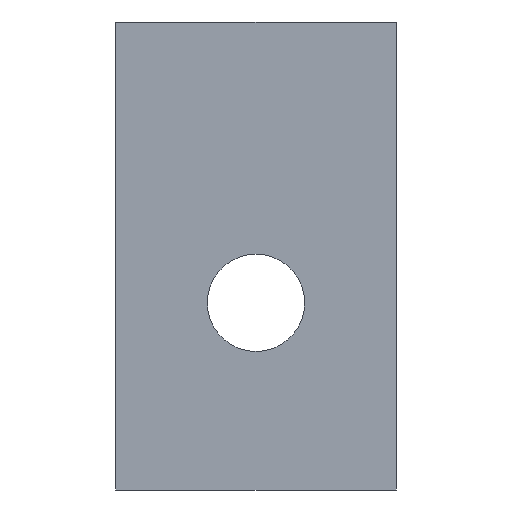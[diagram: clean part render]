
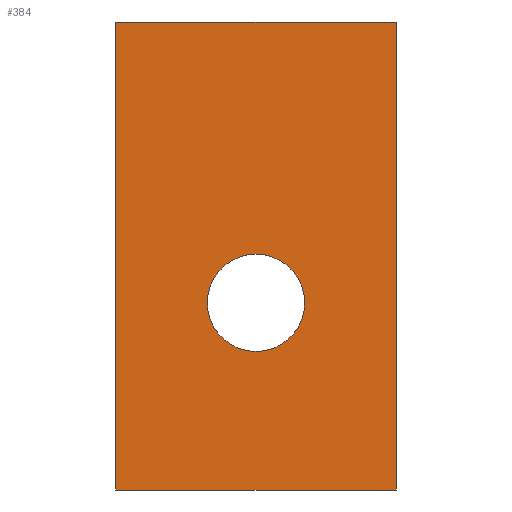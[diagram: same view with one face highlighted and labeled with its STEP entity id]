
A CAD part, front view. The second image highlights one B-rep face of the part: STEP entity #384.
In plain terms, the highlighted planar face has unit normal (0, -1, 0).
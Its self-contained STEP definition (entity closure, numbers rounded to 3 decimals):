
#5 = CIRCLE ( 'NONE', #324, 2.6 ) ;
#37 = CARTESIAN_POINT ( 'NONE',  ( 7.5, 0., -17.6 ) ) ;
#46 = DIRECTION ( 'NONE',  ( 0., 1., 0. ) ) ;
#50 = DIRECTION ( 'NONE',  ( -1., 0., 0. ) ) ;
#57 = DIRECTION ( 'NONE',  ( -1., 0., 0. ) ) ;
#58 = CARTESIAN_POINT ( 'NONE',  ( 7.5, 0., -12.4 ) ) ;
#66 = CARTESIAN_POINT ( 'NONE',  ( 7.5, 0., -15. ) ) ;
#68 = CARTESIAN_POINT ( 'NONE',  ( 15., 0., 0. ) ) ;
#81 = CARTESIAN_POINT ( 'NONE',  ( 15., 0., 0. ) ) ;
#88 = VERTEX_POINT ( 'NONE', #99 ) ;
#90 = VERTEX_POINT ( 'NONE', #167 ) ;
#99 = CARTESIAN_POINT ( 'NONE',  ( 15., 0., -25. ) ) ;
#106 = CARTESIAN_POINT ( 'NONE',  ( 7.5, 0., -15. ) ) ;
#107 = CARTESIAN_POINT ( 'NONE',  ( 15., 0., 0. ) ) ;
#108 = VERTEX_POINT ( 'NONE', #267 ) ;
#117 = DIRECTION ( 'NONE',  ( 0., 1., 0. ) ) ;
#125 = VERTEX_POINT ( 'NONE', #68 ) ;
#128 = PLANE ( 'NONE',  #308 ) ;
#132 = DIRECTION ( 'NONE',  ( 0., 0., 1. ) ) ;
#157 = CARTESIAN_POINT ( 'NONE',  ( 15., 0., -25. ) ) ;
#166 = CARTESIAN_POINT ( 'NONE',  ( 15., 0., 0. ) ) ;
#167 = CARTESIAN_POINT ( 'NONE',  ( 0., 0., -25. ) ) ;
#185 = DIRECTION ( 'NONE',  ( 0., 1., 0. ) ) ;
#202 = CARTESIAN_POINT ( 'NONE',  ( 0., 0., 0. ) ) ;
#212 = DIRECTION ( 'NONE',  ( 0., 0., 1. ) ) ;
#237 = DIRECTION ( 'NONE',  ( 0., 0., 1. ) ) ;
#240 = DIRECTION ( 'NONE',  ( 0., 0., -1. ) ) ;
#246 = VERTEX_POINT ( 'NONE', #58 ) ;
#254 = DIRECTION ( 'NONE',  ( 0., 0., -1. ) ) ;
#265 = VERTEX_POINT ( 'NONE', #37 ) ;
#267 = CARTESIAN_POINT ( 'NONE',  ( 0., 0., 0. ) ) ;
#287 = EDGE_CURVE ( 'NONE', #246, #265, #626, .T. ) ;
#297 = EDGE_CURVE ( 'NONE', #125, #88, #633, .T. ) ;
#308 = AXIS2_PLACEMENT_3D ( 'NONE', #107, #185, #237 ) ;
#315 = EDGE_CURVE ( 'NONE', #265, #246, #5, .T. ) ;
#324 = AXIS2_PLACEMENT_3D ( 'NONE', #66, #117, #212 ) ;
#337 = AXIS2_PLACEMENT_3D ( 'NONE', #106, #46, #132 ) ;
#345 = EDGE_CURVE ( 'NONE', #88, #90, #575, .T. ) ;
#348 = EDGE_CURVE ( 'NONE', #108, #90, #638, .T. ) ;
#365 = EDGE_CURVE ( 'NONE', #125, #108, #420, .T. ) ;
#384 = ADVANCED_FACE ( 'NONE', ( #537, #538 ), #128, .F. ) ;
#420 = LINE ( 'NONE', #81, #421 ) ;
#421 = VECTOR ( 'NONE', #50, 1000. ) ;
#444 = EDGE_LOOP ( 'NONE', ( #526, #525, #571, #523 ) ) ;
#483 = EDGE_LOOP ( 'NONE', ( #580, #524 ) ) ;
#502 = VECTOR ( 'NONE', #254, 1000. ) ;
#523 = ORIENTED_EDGE ( 'NONE', *, *, #365, .T. ) ;
#524 = ORIENTED_EDGE ( 'NONE', *, *, #315, .T. ) ;
#525 = ORIENTED_EDGE ( 'NONE', *, *, #345, .F. ) ;
#526 = ORIENTED_EDGE ( 'NONE', *, *, #348, .T. ) ;
#537 = FACE_BOUND ( 'NONE', #483, .T. ) ;
#538 = FACE_OUTER_BOUND ( 'NONE', #444, .T. ) ;
#571 = ORIENTED_EDGE ( 'NONE', *, *, #297, .F. ) ;
#574 = VECTOR ( 'NONE', #57, 1000. ) ;
#575 = LINE ( 'NONE', #157, #574 ) ;
#580 = ORIENTED_EDGE ( 'NONE', *, *, #287, .T. ) ;
#626 = CIRCLE ( 'NONE', #337, 2.6 ) ;
#630 = VECTOR ( 'NONE', #240, 1000. ) ;
#633 = LINE ( 'NONE', #166, #630 ) ;
#638 = LINE ( 'NONE', #202, #502 ) ;
